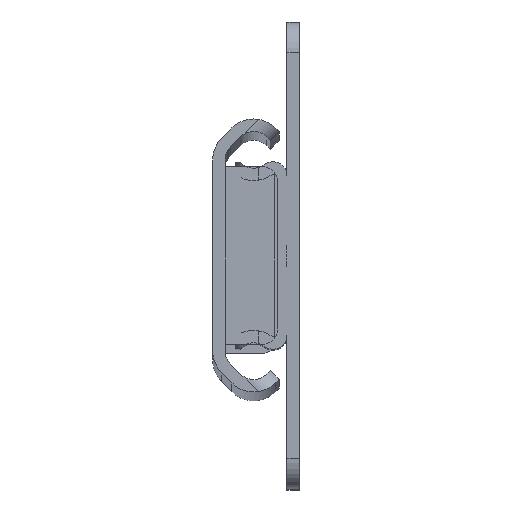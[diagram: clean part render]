
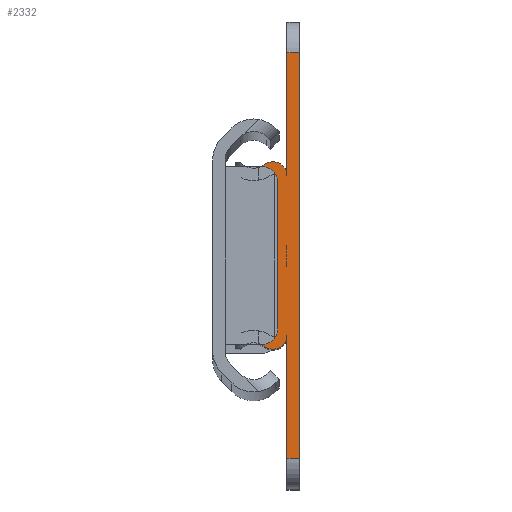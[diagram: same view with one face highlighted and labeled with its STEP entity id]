
A CAD part, top view. The second image highlights one B-rep face of the part: STEP entity #2332.
In plain terms, the highlighted planar face has unit normal (0, 0, 1).
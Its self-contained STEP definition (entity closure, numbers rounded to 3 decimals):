
#23 = DIRECTION ( 'NONE',  ( 0., 0., 1. ) ) ;
#61 = VERTEX_POINT ( 'NONE', #67 ) ;
#67 = CARTESIAN_POINT ( 'NONE',  ( -3.7, -9.735, 0. ) ) ;
#76 = CIRCLE ( 'NONE', #2293, 3.98 ) ;
#82 = EDGE_CURVE ( 'NONE', #1952, #3066, #2727, .T. ) ;
#85 = VERTEX_POINT ( 'NONE', #1042 ) ;
#96 = CARTESIAN_POINT ( 'NONE',  ( -1.92, -10.48, 0. ) ) ;
#97 = CARTESIAN_POINT ( 'NONE',  ( -4.3, 13.67, 0. ) ) ;
#115 = DIRECTION ( 'NONE',  ( 0., -1., 0. ) ) ;
#130 = EDGE_CURVE ( 'NONE', #3799, #2527, #1593, .T. ) ;
#141 = DIRECTION ( 'NONE',  ( 0., -1., 0. ) ) ;
#149 = CARTESIAN_POINT ( 'NONE',  ( 1.6, 26.2, 0. ) ) ;
#180 = CARTESIAN_POINT ( 'NONE',  ( -3.7, 11.367, 0. ) ) ;
#206 = EDGE_CURVE ( 'NONE', #3066, #2115, #2940, .T. ) ;
#210 = AXIS2_PLACEMENT_3D ( 'NONE', #3045, #23, #2138 ) ;
#389 = DIRECTION ( 'NONE',  ( 1., 0., 0. ) ) ;
#445 = DIRECTION ( 'NONE',  ( 1., 0., 0. ) ) ;
#467 = CARTESIAN_POINT ( 'NONE',  ( -1.92, 10.48, 0. ) ) ;
#521 = EDGE_CURVE ( 'NONE', #85, #1269, #2535, .T. ) ;
#541 = DIRECTION ( 'NONE',  ( 1., 0., 0. ) ) ;
#548 = ORIENTED_EDGE ( 'NONE', *, *, #2604, .T. ) ;
#564 = VERTEX_POINT ( 'NONE', #3676 ) ;
#616 = VERTEX_POINT ( 'NONE', #2573 ) ;
#701 = CARTESIAN_POINT ( 'NONE',  ( -3.7, -11.367, 0. ) ) ;
#761 = CARTESIAN_POINT ( 'NONE',  ( -4.3, 13.67, 0. ) ) ;
#781 = CARTESIAN_POINT ( 'NONE',  ( -1.6, 0., 0. ) ) ;
#805 = VERTEX_POINT ( 'NONE', #96 ) ;
#837 = VECTOR ( 'NONE', #3642, 1000. ) ;
#847 = CARTESIAN_POINT ( 'NONE',  ( -3.7, 10.32, 0. ) ) ;
#961 = LINE ( 'NONE', #1288, #2543 ) ;
#1042 = CARTESIAN_POINT ( 'NONE',  ( 0., -10.32, 0. ) ) ;
#1070 = ORIENTED_EDGE ( 'NONE', *, *, #2882, .T. ) ;
#1146 = ORIENTED_EDGE ( 'NONE', *, *, #130, .T. ) ;
#1157 = AXIS2_PLACEMENT_3D ( 'NONE', #2661, #3598, #3308 ) ;
#1190 = AXIS2_PLACEMENT_3D ( 'NONE', #1646, #2236, #541 ) ;
#1269 = VERTEX_POINT ( 'NONE', #2917 ) ;
#1288 = CARTESIAN_POINT ( 'NONE',  ( 0., 26.2, 0. ) ) ;
#1311 = CIRCLE ( 'NONE', #3641, 2.38 ) ;
#1351 = AXIS2_PLACEMENT_3D ( 'NONE', #1618, #2185, #389 ) ;
#1355 = ORIENTED_EDGE ( 'NONE', *, *, #2756, .T. ) ;
#1356 = VECTOR ( 'NONE', #3074, 1000. ) ;
#1384 = DIRECTION ( 'NONE',  ( 1., 0., 0. ) ) ;
#1392 = EDGE_CURVE ( 'NONE', #1269, #616, #2415, .T. ) ;
#1405 = DIRECTION ( 'NONE',  ( 0., -1., 0. ) ) ;
#1498 = CIRCLE ( 'NONE', #3073, 1.8 ) ;
#1514 = ORIENTED_EDGE ( 'NONE', *, *, #2075, .T. ) ;
#1519 = CARTESIAN_POINT ( 'NONE',  ( -1.8, -10.32, 0. ) ) ;
#1527 = EDGE_CURVE ( 'NONE', #2527, #1775, #1977, .T. ) ;
#1593 = LINE ( 'NONE', #3684, #2486 ) ;
#1601 = VERTEX_POINT ( 'NONE', #180 ) ;
#1606 = FACE_OUTER_BOUND ( 'NONE', #2805, .T. ) ;
#1614 = CARTESIAN_POINT ( 'NONE',  ( 0., 0., 0. ) ) ;
#1618 = CARTESIAN_POINT ( 'NONE',  ( -1.8, 10.32, 0. ) ) ;
#1627 = CIRCLE ( 'NONE', #1190, 0.2 ) ;
#1645 = ORIENTED_EDGE ( 'NONE', *, *, #3691, .T. ) ;
#1646 = CARTESIAN_POINT ( 'NONE',  ( -1.8, -10.32, 0. ) ) ;
#1661 = VECTOR ( 'NONE', #2423, 1000. ) ;
#1669 = AXIS2_PLACEMENT_3D ( 'NONE', #1949, #3153, #445 ) ;
#1684 = EDGE_CURVE ( 'NONE', #1601, #564, #2312, .T. ) ;
#1714 = EDGE_CURVE ( 'NONE', #3092, #616, #3518, .T. ) ;
#1752 = ORIENTED_EDGE ( 'NONE', *, *, #2184, .T. ) ;
#1755 = CARTESIAN_POINT ( 'NONE',  ( -2.877, -11.763, 0. ) ) ;
#1775 = VERTEX_POINT ( 'NONE', #3063 ) ;
#1907 = DIRECTION ( 'NONE',  ( 0., 0., -1. ) ) ;
#1920 = CARTESIAN_POINT ( 'NONE',  ( 0., 10.32, 0. ) ) ;
#1949 = CARTESIAN_POINT ( 'NONE',  ( -1.8, 10.32, 0. ) ) ;
#1952 = VERTEX_POINT ( 'NONE', #467 ) ;
#1959 = DIRECTION ( 'NONE',  ( 0., 0., 1. ) ) ;
#1977 = CIRCLE ( 'NONE', #1669, 1.8 ) ;
#2067 = CARTESIAN_POINT ( 'NONE',  ( -1.6, -10.32, 0. ) ) ;
#2075 = EDGE_CURVE ( 'NONE', #805, #61, #3178, .T. ) ;
#2108 = DIRECTION ( 'NONE',  ( 1., 0., 0. ) ) ;
#2115 = VERTEX_POINT ( 'NONE', #2067 ) ;
#2138 = DIRECTION ( 'NONE',  ( 1., 0., 0. ) ) ;
#2184 = EDGE_CURVE ( 'NONE', #3092, #3799, #961, .T. ) ;
#2185 = DIRECTION ( 'NONE',  ( 0., 0., -1. ) ) ;
#2190 = VECTOR ( 'NONE', #141, 1000. ) ;
#2236 = DIRECTION ( 'NONE',  ( 0., 0., -1. ) ) ;
#2274 = ORIENTED_EDGE ( 'NONE', *, *, #1527, .T. ) ;
#2284 = DIRECTION ( 'NONE',  ( 0., -1., 0. ) ) ;
#2293 = AXIS2_PLACEMENT_3D ( 'NONE', #97, #1959, #2819 ) ;
#2312 = LINE ( 'NONE', #847, #2728 ) ;
#2315 = CIRCLE ( 'NONE', #3137, 2.38 ) ;
#2322 = ORIENTED_EDGE ( 'NONE', *, *, #521, .T. ) ;
#2328 = ORIENTED_EDGE ( 'NONE', *, *, #1684, .T. ) ;
#2330 = CARTESIAN_POINT ( 'NONE',  ( 0., 26.2, 0. ) ) ;
#2332 = ADVANCED_FACE ( 'NONE', ( #1606 ), #2430, .T. ) ;
#2335 = ORIENTED_EDGE ( 'NONE', *, *, #3820, .T. ) ;
#2347 = CARTESIAN_POINT ( 'NONE',  ( 1.6, -30.2, 0. ) ) ;
#2415 = LINE ( 'NONE', #2997, #837 ) ;
#2423 = DIRECTION ( 'NONE',  ( 0., -1., 0. ) ) ;
#2430 = PLANE ( 'NONE',  #210 ) ;
#2457 = ORIENTED_EDGE ( 'NONE', *, *, #82, .T. ) ;
#2486 = VECTOR ( 'NONE', #115, 1000. ) ;
#2527 = VERTEX_POINT ( 'NONE', #1920 ) ;
#2535 = LINE ( 'NONE', #1614, #1356 ) ;
#2543 = VECTOR ( 'NONE', #3027, 1000. ) ;
#2562 = DIRECTION ( 'NONE',  ( 0., 0., -1. ) ) ;
#2573 = CARTESIAN_POINT ( 'NONE',  ( 1.6, -26.2, 0. ) ) ;
#2586 = ORIENTED_EDGE ( 'NONE', *, *, #1714, .F. ) ;
#2604 = EDGE_CURVE ( 'NONE', #564, #1952, #76, .T. ) ;
#2639 = CARTESIAN_POINT ( 'NONE',  ( -3.7, 10.32, 0. ) ) ;
#2661 = CARTESIAN_POINT ( 'NONE',  ( -4.3, -13.67, 0. ) ) ;
#2727 = CIRCLE ( 'NONE', #1351, 0.2 ) ;
#2728 = VECTOR ( 'NONE', #1405, 1000. ) ;
#2731 = CARTESIAN_POINT ( 'NONE',  ( -1.6, 10.32, 0. ) ) ;
#2756 = EDGE_CURVE ( 'NONE', #1775, #1601, #2315, .T. ) ;
#2805 = EDGE_LOOP ( 'NONE', ( #2322, #3713, #2586, #1752, #1146, #2274, #1355, #2328, #548, #2457, #3230, #3062, #1514, #2335, #1645, #1070 ) ) ;
#2819 = DIRECTION ( 'NONE',  ( 1., 0., 0. ) ) ;
#2841 = LINE ( 'NONE', #2639, #2190 ) ;
#2882 = EDGE_CURVE ( 'NONE', #3349, #85, #1498, .T. ) ;
#2917 = CARTESIAN_POINT ( 'NONE',  ( 0., -26.2, 0. ) ) ;
#2940 = LINE ( 'NONE', #781, #3746 ) ;
#2997 = CARTESIAN_POINT ( 'NONE',  ( 1.6, -26.2, 0. ) ) ;
#3027 = DIRECTION ( 'NONE',  ( -1., 0., 0. ) ) ;
#3045 = CARTESIAN_POINT ( 'NONE',  ( -1.8, 10.32, 0. ) ) ;
#3049 = VERTEX_POINT ( 'NONE', #701 ) ;
#3062 = ORIENTED_EDGE ( 'NONE', *, *, #3732, .T. ) ;
#3063 = CARTESIAN_POINT ( 'NONE',  ( -2.877, 11.763, 0. ) ) ;
#3066 = VERTEX_POINT ( 'NONE', #2731 ) ;
#3073 = AXIS2_PLACEMENT_3D ( 'NONE', #1519, #3906, #2108 ) ;
#3074 = DIRECTION ( 'NONE',  ( 0., -1., 0. ) ) ;
#3092 = VERTEX_POINT ( 'NONE', #149 ) ;
#3129 = DIRECTION ( 'NONE',  ( 1., 0., 0. ) ) ;
#3137 = AXIS2_PLACEMENT_3D ( 'NONE', #761, #2562, #1384 ) ;
#3153 = DIRECTION ( 'NONE',  ( 0., 0., 1. ) ) ;
#3178 = CIRCLE ( 'NONE', #1157, 3.98 ) ;
#3230 = ORIENTED_EDGE ( 'NONE', *, *, #206, .T. ) ;
#3308 = DIRECTION ( 'NONE',  ( 1., 0., 0. ) ) ;
#3349 = VERTEX_POINT ( 'NONE', #1755 ) ;
#3503 = CARTESIAN_POINT ( 'NONE',  ( -4.3, -13.67, 0. ) ) ;
#3518 = LINE ( 'NONE', #2347, #1661 ) ;
#3598 = DIRECTION ( 'NONE',  ( 0., 0., 1. ) ) ;
#3641 = AXIS2_PLACEMENT_3D ( 'NONE', #3503, #1907, #3129 ) ;
#3642 = DIRECTION ( 'NONE',  ( 1., 0., 0. ) ) ;
#3676 = CARTESIAN_POINT ( 'NONE',  ( -3.7, 9.735, 0. ) ) ;
#3684 = CARTESIAN_POINT ( 'NONE',  ( 0., 0., 0. ) ) ;
#3691 = EDGE_CURVE ( 'NONE', #3049, #3349, #1311, .T. ) ;
#3713 = ORIENTED_EDGE ( 'NONE', *, *, #1392, .T. ) ;
#3732 = EDGE_CURVE ( 'NONE', #2115, #805, #1627, .T. ) ;
#3746 = VECTOR ( 'NONE', #2284, 1000. ) ;
#3799 = VERTEX_POINT ( 'NONE', #2330 ) ;
#3820 = EDGE_CURVE ( 'NONE', #61, #3049, #2841, .T. ) ;
#3906 = DIRECTION ( 'NONE',  ( 0., 0., 1. ) ) ;
